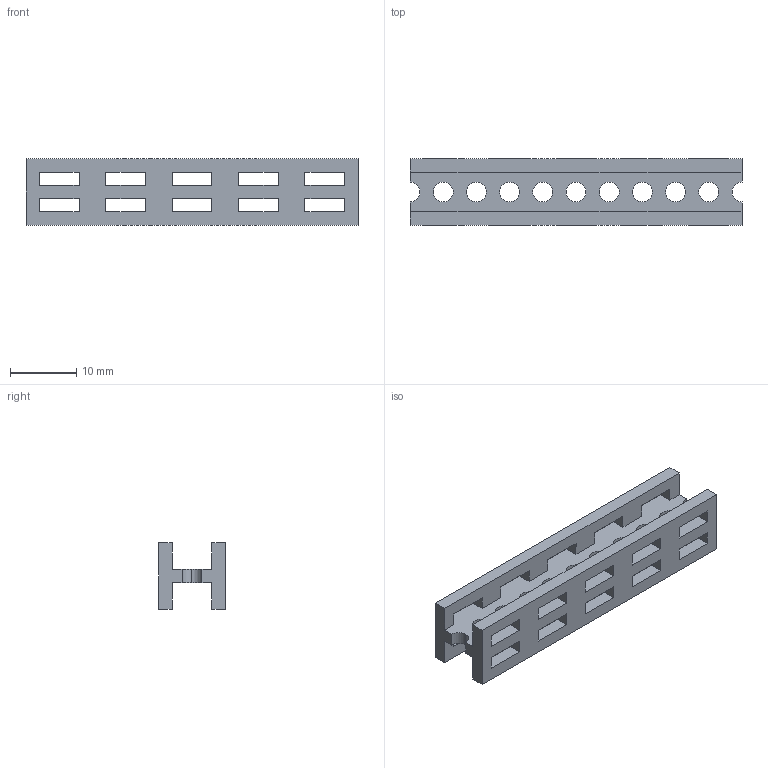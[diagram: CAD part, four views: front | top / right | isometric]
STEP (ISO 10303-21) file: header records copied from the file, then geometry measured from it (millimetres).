
FILE_DESCRIPTION (( 'STEP AP203' ), '1' );
FILE_NAME ('Beam 50.STEP', '2017-02-03T08:44:08', ( '' ), ( '' ), 'SwSTEP 2.0', 'SolidWorks 2015', '' );
FILE_SCHEMA (( 'CONFIG_CONTROL_DESIGN' ));
Length unit declared in the file: millimetre
Products named in the file (1): Beam 50
Bounding box: 50 x 10 x 10 mm (x, y, z)
Volume: 1978.6 mm3; surface area: 3099.1 mm2
Topology: 1 solids, 1 shells, 97 faces, 345 edges, 230 vertices
Faces by surface type: plane 76, cylinder 21
Entity records: 3854 total; most frequent: ORIENTED_EDGE 690, CARTESIAN_POINT 673, DIRECTION 583, EDGE_CURVE 345, VECTOR 303, LINE 303, VERTEX_POINT 230, AXIS2_PLACEMENT_3D 140
